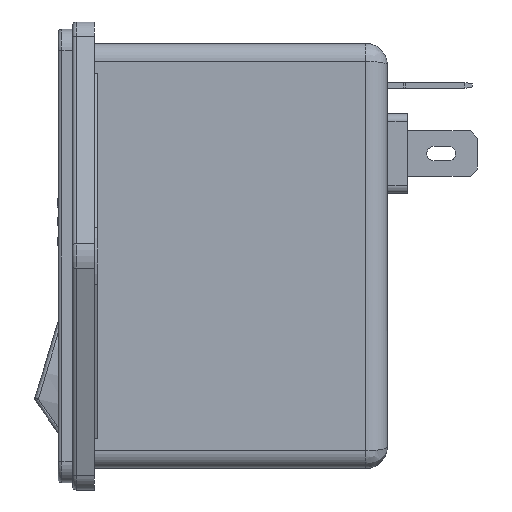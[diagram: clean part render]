
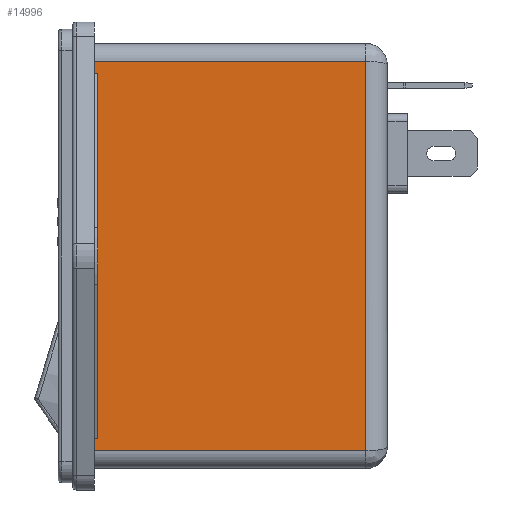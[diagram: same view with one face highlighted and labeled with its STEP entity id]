
A CAD part, left-side view. The second image highlights one B-rep face of the part: STEP entity #14996.
In plain terms, the highlighted planar face has unit normal (-1, 0, 0).
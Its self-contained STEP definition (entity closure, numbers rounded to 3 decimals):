
#1010 = DIRECTION ( 'NONE',  ( 0., 1., 0. ) ) ;
#1017 = ORIENTED_EDGE ( 'NONE', *, *, #41529, .T. ) ;
#2178 = DIRECTION ( 'NONE',  ( 0., 0., 1. ) ) ;
#2444 = DIRECTION ( 'NONE',  ( 0., 0., 1. ) ) ;
#3884 = ORIENTED_EDGE ( 'NONE', *, *, #46102, .F. ) ;
#4091 = VECTOR ( 'NONE', #43192, 1000. ) ;
#4273 = EDGE_CURVE ( 'NONE', #49860, #29681, #34083, .T. ) ;
#4717 = LINE ( 'NONE', #33528, #38732 ) ;
#5832 = CARTESIAN_POINT ( 'NONE',  ( -14.35, -37.7, 27.025 ) ) ;
#6319 = CARTESIAN_POINT ( 'NONE',  ( -14.35, -40.7, -29.525 ) ) ;
#6710 = CARTESIAN_POINT ( 'NONE',  ( -14.35, -0.5, 25.4 ) ) ;
#9017 = ORIENTED_EDGE ( 'NONE', *, *, #36608, .F. ) ;
#9419 = DIRECTION ( 'NONE',  ( 0., 0., 1. ) ) ;
#10033 = VERTEX_POINT ( 'NONE', #47754 ) ;
#11390 = VERTEX_POINT ( 'NONE', #25597 ) ;
#11930 = LINE ( 'NONE', #37289, #31513 ) ;
#12645 = VECTOR ( 'NONE', #2178, 1000. ) ;
#13380 = CARTESIAN_POINT ( 'NONE',  ( -14.35, 0., -25.4 ) ) ;
#14753 = DIRECTION ( 'NONE',  ( 0., 0., -1. ) ) ;
#14825 = ORIENTED_EDGE ( 'NONE', *, *, #32881, .T. ) ;
#14996 = ADVANCED_FACE ( 'NONE', ( #27054 ), #26191, .T. ) ;
#15920 = VERTEX_POINT ( 'NONE', #5832 ) ;
#16323 = ORIENTED_EDGE ( 'NONE', *, *, #43585, .T. ) ;
#16332 = CARTESIAN_POINT ( 'NONE',  ( -14.35, -40.7, 27.025 ) ) ;
#17483 = EDGE_CURVE ( 'NONE', #15920, #35077, #34336, .T. ) ;
#18719 = VERTEX_POINT ( 'NONE', #28417 ) ;
#22767 = VECTOR ( 'NONE', #46177, 1000. ) ;
#23037 = LINE ( 'NONE', #34525, #4091 ) ;
#24341 = EDGE_LOOP ( 'NONE', ( #34046, #9017, #1017, #16323, #36882, #3884, #47568, #14825 ) ) ;
#25597 = CARTESIAN_POINT ( 'NONE',  ( -14.35, 0., -27.025 ) ) ;
#26191 = PLANE ( 'NONE',  #28119 ) ;
#26247 = CARTESIAN_POINT ( 'NONE',  ( -14.35, -0.5, -25.4 ) ) ;
#27054 = FACE_OUTER_BOUND ( 'NONE', #24341, .T. ) ;
#27171 = DIRECTION ( 'NONE',  ( 0., 0., 1. ) ) ;
#28119 = AXIS2_PLACEMENT_3D ( 'NONE', #6319, #50364, #2444 ) ;
#28417 = CARTESIAN_POINT ( 'NONE',  ( -14.35, -37.7, -27.025 ) ) ;
#29681 = VERTEX_POINT ( 'NONE', #13380 ) ;
#30203 = VECTOR ( 'NONE', #14753, 1000. ) ;
#31513 = VECTOR ( 'NONE', #1010, 1000. ) ;
#32881 = EDGE_CURVE ( 'NONE', #10033, #49860, #39084, .T. ) ;
#33528 = CARTESIAN_POINT ( 'NONE',  ( -14.35, 0., -29.525 ) ) ;
#34046 = ORIENTED_EDGE ( 'NONE', *, *, #4273, .T. ) ;
#34083 = LINE ( 'NONE', #26247, #22767 ) ;
#34336 = LINE ( 'NONE', #16332, #38133 ) ;
#34525 = CARTESIAN_POINT ( 'NONE',  ( -14.35, -40.7, -27.025 ) ) ;
#35077 = VERTEX_POINT ( 'NONE', #47648 ) ;
#36578 = LINE ( 'NONE', #47466, #47983 ) ;
#36608 = EDGE_CURVE ( 'NONE', #11390, #29681, #51833, .T. ) ;
#36882 = ORIENTED_EDGE ( 'NONE', *, *, #17483, .T. ) ;
#37289 = CARTESIAN_POINT ( 'NONE',  ( -14.35, -0.5, 25.4 ) ) ;
#38133 = VECTOR ( 'NONE', #44592, 1000. ) ;
#38732 = VECTOR ( 'NONE', #9419, 1000. ) ;
#39084 = LINE ( 'NONE', #6710, #30203 ) ;
#39590 = CARTESIAN_POINT ( 'NONE',  ( -14.35, -0.5, -25.4 ) ) ;
#41529 = EDGE_CURVE ( 'NONE', #11390, #18719, #23037, .T. ) ;
#43192 = DIRECTION ( 'NONE',  ( 0., -1., 0. ) ) ;
#43585 = EDGE_CURVE ( 'NONE', #18719, #15920, #36578, .T. ) ;
#44592 = DIRECTION ( 'NONE',  ( 0., 1., 0. ) ) ;
#46067 = CARTESIAN_POINT ( 'NONE',  ( -14.35, 0., 25.4 ) ) ;
#46102 = EDGE_CURVE ( 'NONE', #50952, #35077, #4717, .T. ) ;
#46177 = DIRECTION ( 'NONE',  ( 0., 1., 0. ) ) ;
#47466 = CARTESIAN_POINT ( 'NONE',  ( -14.35, -37.7, 29.525 ) ) ;
#47568 = ORIENTED_EDGE ( 'NONE', *, *, #48963, .F. ) ;
#47648 = CARTESIAN_POINT ( 'NONE',  ( -14.35, 0., 27.025 ) ) ;
#47754 = CARTESIAN_POINT ( 'NONE',  ( -14.35, -0.5, 25.4 ) ) ;
#47983 = VECTOR ( 'NONE', #27171, 1000. ) ;
#48963 = EDGE_CURVE ( 'NONE', #10033, #50952, #11930, .T. ) ;
#49860 = VERTEX_POINT ( 'NONE', #39590 ) ;
#50364 = DIRECTION ( 'NONE',  ( -1., 0., 0. ) ) ;
#50806 = CARTESIAN_POINT ( 'NONE',  ( -14.35, 0., -29.525 ) ) ;
#50952 = VERTEX_POINT ( 'NONE', #46067 ) ;
#51833 = LINE ( 'NONE', #50806, #12645 ) ;
